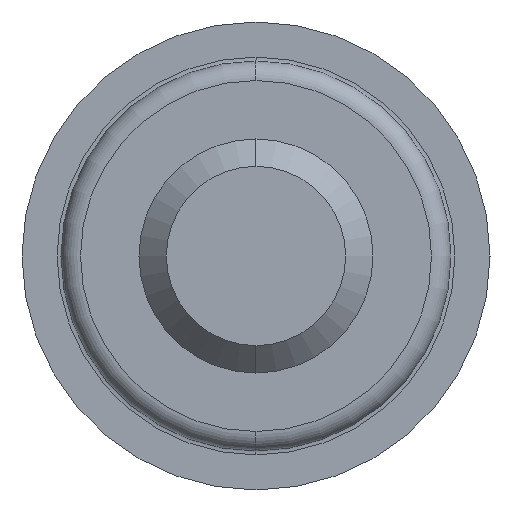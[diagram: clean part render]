
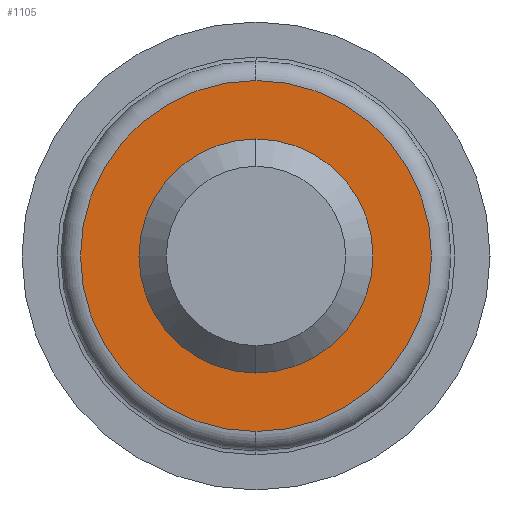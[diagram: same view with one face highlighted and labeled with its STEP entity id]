
A CAD part, left-side view. The second image highlights one B-rep face of the part: STEP entity #1105.
In plain terms, the highlighted planar face has unit normal (-1, 0, 0).
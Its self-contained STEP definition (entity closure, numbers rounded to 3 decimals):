
#37 = DIRECTION ( 'NONE',  ( 0., 0., 1. ) ) ;
#51 = DIRECTION ( 'NONE',  ( 0., 0., 1. ) ) ;
#61 = DIRECTION ( 'NONE',  ( 1., 0., 0. ) ) ;
#67 = DIRECTION ( 'NONE',  ( 0., 0., -1. ) ) ;
#71 = AXIS2_PLACEMENT_3D ( 'NONE', #645, #643, #51 ) ;
#112 = FACE_OUTER_BOUND ( 'NONE', #428, .T. ) ;
#118 = DIRECTION ( 'NONE',  ( -1., 0., 0. ) ) ;
#139 = DIRECTION ( 'NONE',  ( 0., 0., 1. ) ) ;
#143 = CARTESIAN_POINT ( 'NONE',  ( -11., 0., -4.5 ) ) ;
#211 = VERTEX_POINT ( 'NONE', #1216 ) ;
#219 = CARTESIAN_POINT ( 'NONE',  ( -11., 0., 0. ) ) ;
#310 = EDGE_CURVE ( 'NONE', #869, #623, #679, .T. ) ;
#338 = CARTESIAN_POINT ( 'NONE',  ( -11., 0., 0. ) ) ;
#348 = EDGE_CURVE ( 'NONE', #940, #211, #402, .T. ) ;
#383 = EDGE_CURVE ( 'NONE', #211, #940, #456, .T. ) ;
#402 = CIRCLE ( 'NONE', #427, 2.7 ) ;
#414 = ORIENTED_EDGE ( 'NONE', *, *, #903, .T. ) ;
#425 = ORIENTED_EDGE ( 'NONE', *, *, #348, .F. ) ;
#427 = AXIS2_PLACEMENT_3D ( 'NONE', #338, #544, #139 ) ;
#428 = EDGE_LOOP ( 'NONE', ( #528, #414 ) ) ;
#456 = CIRCLE ( 'NONE', #617, 2.7 ) ;
#502 = DIRECTION ( 'NONE',  ( 0., 0., 1. ) ) ;
#528 = ORIENTED_EDGE ( 'NONE', *, *, #310, .T. ) ;
#531 = ORIENTED_EDGE ( 'NONE', *, *, #383, .F. ) ;
#532 = CARTESIAN_POINT ( 'NONE',  ( -11., 0., 0. ) ) ;
#544 = DIRECTION ( 'NONE',  ( -1., 0., 0. ) ) ;
#617 = AXIS2_PLACEMENT_3D ( 'NONE', #532, #1019, #37 ) ;
#623 = VERTEX_POINT ( 'NONE', #143 ) ;
#642 = PLANE ( 'NONE',  #1178 ) ;
#643 = DIRECTION ( 'NONE',  ( -1., 0., 0. ) ) ;
#645 = CARTESIAN_POINT ( 'NONE',  ( -11., 0., 0. ) ) ;
#679 = CIRCLE ( 'NONE', #71, 4.5 ) ;
#695 = CARTESIAN_POINT ( 'NONE',  ( -11., 0., 4.5 ) ) ;
#738 = FACE_BOUND ( 'NONE', #873, .T. ) ;
#754 = CARTESIAN_POINT ( 'NONE',  ( -11., 4.5, 0. ) ) ;
#869 = VERTEX_POINT ( 'NONE', #695 ) ;
#873 = EDGE_LOOP ( 'NONE', ( #425, #531 ) ) ;
#903 = EDGE_CURVE ( 'NONE', #623, #869, #936, .T. ) ;
#936 = CIRCLE ( 'NONE', #1111, 4.5 ) ;
#940 = VERTEX_POINT ( 'NONE', #1084 ) ;
#1019 = DIRECTION ( 'NONE',  ( -1., 0., 0. ) ) ;
#1084 = CARTESIAN_POINT ( 'NONE',  ( -11., 0., 2.7 ) ) ;
#1105 = ADVANCED_FACE ( 'NONE', ( #738, #112 ), #642, .F. ) ;
#1111 = AXIS2_PLACEMENT_3D ( 'NONE', #219, #118, #502 ) ;
#1178 = AXIS2_PLACEMENT_3D ( 'NONE', #754, #61, #67 ) ;
#1216 = CARTESIAN_POINT ( 'NONE',  ( -11., 0., -2.7 ) ) ;
